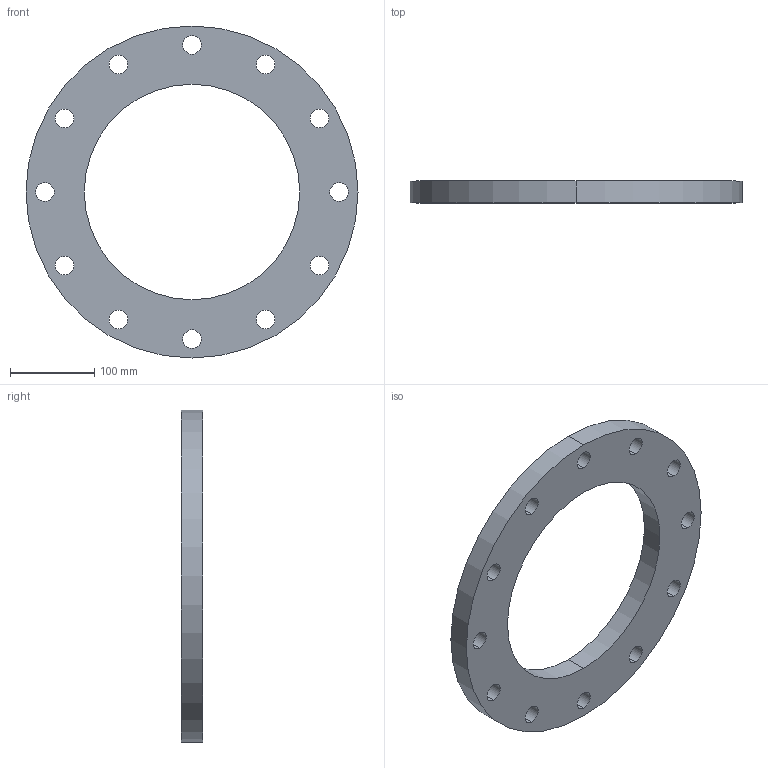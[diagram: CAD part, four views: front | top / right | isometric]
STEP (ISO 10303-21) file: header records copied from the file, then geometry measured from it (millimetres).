
FILE_DESCRIPTION (( 'STEP AP203' ), '1' );
FILE_NAME ('3D_R182-PN10_DN254_17615330_17617650.STEP', '2024-07-01T10:29:24', ( '' ), ( '' ), 'SwSTEP 2.0', 'SolidWorks 2024', '' );
FILE_SCHEMA (( 'CONFIG_CONTROL_DESIGN' ));
Length unit declared in the file: millimetre
Products named in the file (1): 3D_R182-PN10_DN254_17615330_17617650
Bounding box: 395 x 26 x 395 mm (x, y, z)
Volume: 1723983.1 mm3; surface area: 207393.4 mm2
Topology: 1 solids, 1 shells, 30 faces, 84 edges, 56 vertices
Faces by surface type: cylinder 28, plane 2
Entity records: 1133 total; most frequent: DIRECTION 202, CARTESIAN_POINT 171, ORIENTED_EDGE 168, AXIS2_PLACEMENT_3D 87, EDGE_CURVE 84, CIRCLE 56, VERTEX_POINT 56, EDGE_LOOP 56
